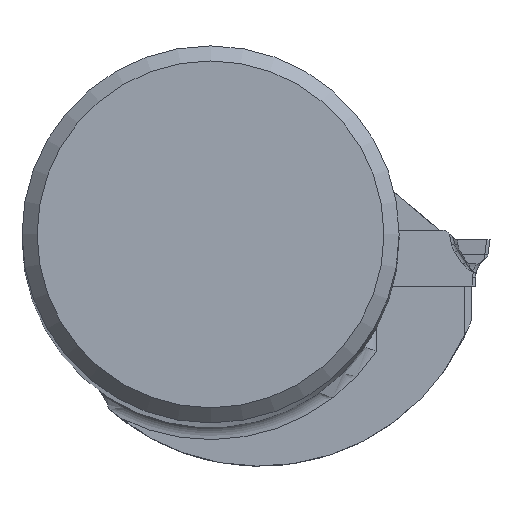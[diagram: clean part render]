
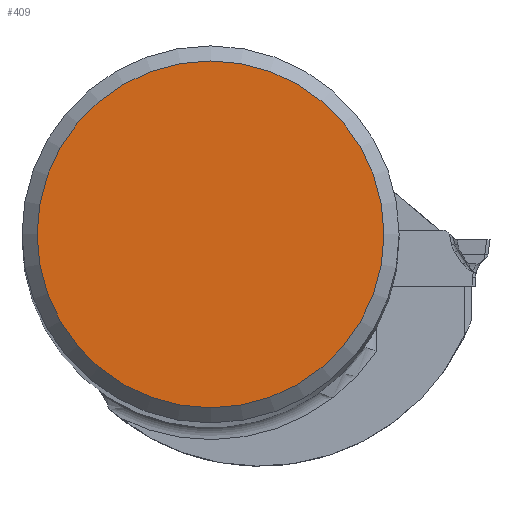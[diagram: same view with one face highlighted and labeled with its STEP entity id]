
A CAD part, top view. The second image highlights one B-rep face of the part: STEP entity #409.
In plain terms, the highlighted planar face has unit normal (0, 0, 1).
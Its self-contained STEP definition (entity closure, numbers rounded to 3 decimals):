
#199=FACE_OUTER_BOUND('',#985,.T.);
#409=ADVANCED_FACE('TB_BL_N5_SU8',(#199),#534,.F.);
#534=PLANE('',#2528);
#985=EDGE_LOOP('',(#1214));
#1214=ORIENTED_EDGE('',*,*,#2095,.T.);
#1846=VERTEX_POINT('',#3619);
#2095=EDGE_CURVE('',#1846,#1846,#2380,.T.);
#2380=CIRCLE('',#2526,11.482);
#2526=AXIS2_PLACEMENT_3D('',#3618,#2834,#2835);
#2528=AXIS2_PLACEMENT_3D('',#3621,#2838,#2839);
#2834=DIRECTION('',(0.,0.,1.));
#2835=DIRECTION('',(-1.,0.,0.));
#2838=DIRECTION('',(0.,0.,-1.));
#2839=DIRECTION('',(1.,0.,0.));
#3618=CARTESIAN_POINT('',(0.,0.,0.));
#3619=CARTESIAN_POINT('',(-11.482,0.,0.));
#3621=CARTESIAN_POINT('',(-11.482,0.,0.));
